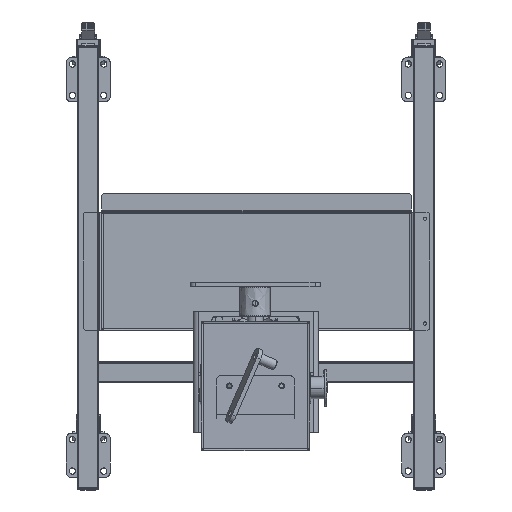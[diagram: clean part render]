
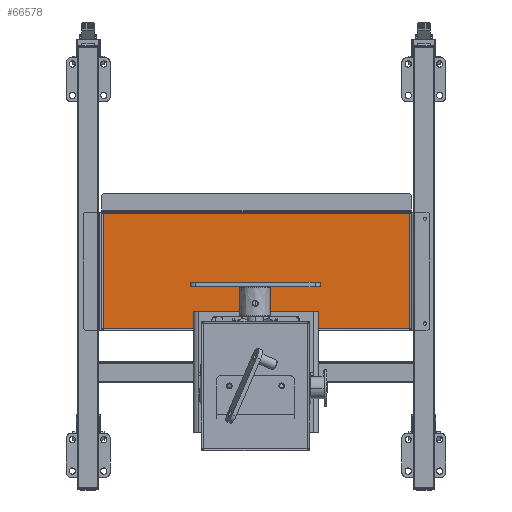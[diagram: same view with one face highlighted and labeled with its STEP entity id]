
A CAD part, top view. The second image highlights one B-rep face of the part: STEP entity #66578.
In plain terms, the highlighted free-form (B-spline) face has degree [1, 1] with [2, 2] control points.
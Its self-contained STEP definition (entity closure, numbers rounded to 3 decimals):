
#65632 = VERTEX_POINT('',#65633);
#65633 = CARTESIAN_POINT('',(570.429,95.649,
    10.233));
#65709 = EDGE_CURVE('',#65710,#65632,#65712,.T.);
#65710 = VERTEX_POINT('',#65711);
#65711 = CARTESIAN_POINT('',(26.791,95.649,
    10.233));
#65712 = B_SPLINE_CURVE_WITH_KNOTS('',1,(#65713,#65714),.UNSPECIFIED.,
  .F.,.F.,(2,2),(-292.2,292.2),.PIECEWISE_BEZIER_KNOTS.);
#65713 = CARTESIAN_POINT('',(26.791,95.649,
    10.233));
#65714 = CARTESIAN_POINT('',(570.429,95.649,
    10.233));
#66151 = VERTEX_POINT('',#66152);
#66152 = CARTESIAN_POINT('',(26.791,-108.447,
    10.233));
#66487 = VERTEX_POINT('',#66488);
#66488 = CARTESIAN_POINT('',(570.429,-108.447,
    10.233));
#66564 = EDGE_CURVE('',#66487,#66151,#66565,.T.);
#66565 = B_SPLINE_CURVE_WITH_KNOTS('',1,(#66566,#66567),.UNSPECIFIED.,
  .F.,.F.,(2,2),(-292.2,292.2),.PIECEWISE_BEZIER_KNOTS.);
#66566 = CARTESIAN_POINT('',(570.429,-108.447,
    10.233));
#66567 = CARTESIAN_POINT('',(26.791,-108.447,
    10.233));
#66578 = ADVANCED_FACE('',(#66579),#66593,.T.);
#66579 = FACE_BOUND('',#66580,.T.);
#66580 = EDGE_LOOP('',(#66581,#66586,#66587,#66592));
#66581 = ORIENTED_EDGE('',*,*,#66582,.F.);
#66582 = EDGE_CURVE('',#65632,#66487,#66583,.T.);
#66583 = B_SPLINE_CURVE_WITH_KNOTS('',1,(#66584,#66585),.UNSPECIFIED.,
  .F.,.F.,(2,2),(-109.7,109.7),.PIECEWISE_BEZIER_KNOTS.);
#66584 = CARTESIAN_POINT('',(570.429,95.649,
    10.233));
#66585 = CARTESIAN_POINT('',(570.429,-108.447,
    10.233));
#66586 = ORIENTED_EDGE('',*,*,#65709,.F.);
#66587 = ORIENTED_EDGE('',*,*,#66588,.T.);
#66588 = EDGE_CURVE('',#65710,#66151,#66589,.T.);
#66589 = B_SPLINE_CURVE_WITH_KNOTS('',1,(#66590,#66591),.UNSPECIFIED.,
  .F.,.F.,(2,2),(-109.7,109.7),.PIECEWISE_BEZIER_KNOTS.);
#66590 = CARTESIAN_POINT('',(26.791,95.649,
    10.233));
#66591 = CARTESIAN_POINT('',(26.791,-108.447,
    10.233));
#66592 = ORIENTED_EDGE('',*,*,#66564,.F.);
#66593 = B_SPLINE_SURFACE_WITH_KNOTS('',1,1,(
    (#66594,#66595)
    ,(#66596,#66597
    )),.UNSPECIFIED.,.F.,.F.,.F.,(2,2),(2,2),(-292.2,292.2),(-109.7,
    109.7),.PIECEWISE_BEZIER_KNOTS.);
#66594 = CARTESIAN_POINT('',(570.429,95.649,
    10.233));
#66595 = CARTESIAN_POINT('',(570.429,-108.447,
    10.233));
#66596 = CARTESIAN_POINT('',(26.791,95.649,
    10.233));
#66597 = CARTESIAN_POINT('',(26.791,-108.447,
    10.233));
